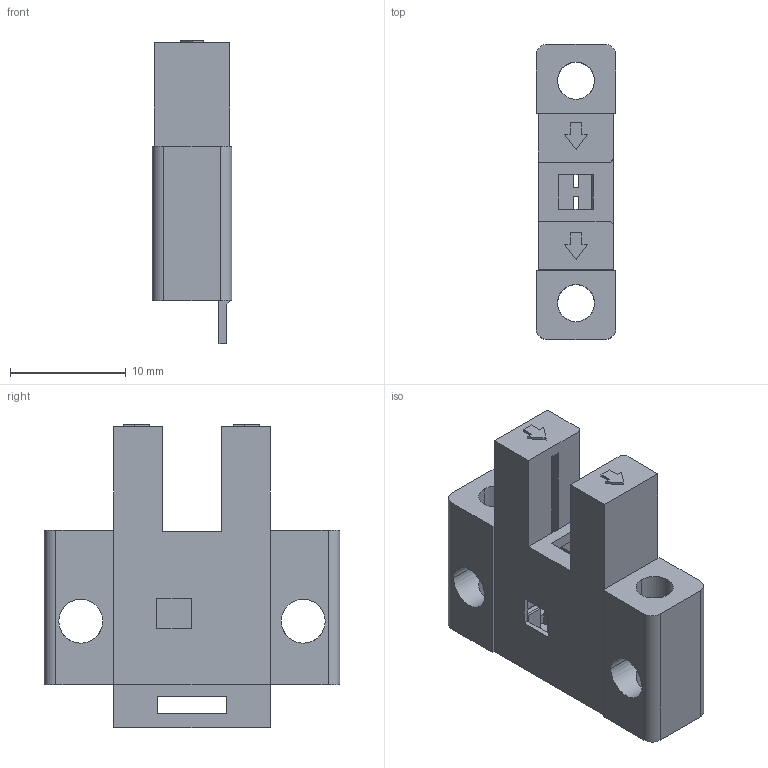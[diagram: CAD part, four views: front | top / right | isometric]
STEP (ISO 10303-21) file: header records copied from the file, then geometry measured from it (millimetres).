
FILE_DESCRIPTION((''),'2;1');
FILE_NAME('PRT0001','2020-07-19T',('admin'),(''),'PRO/ENGINEER BY PARAMETRIC TECHNOLOGY CORPORATION, 2008380','PRO/ENGINEER BY PARAMETRIC TECHNOLOGY CORPORATION, 2008380','');
FILE_SCHEMA(('CONFIG_CONTROL_DESIGN'));
Length unit declared in the file: millimetre
Products named in the file (1): PRT0001
Bounding box: 6.9 x 25.5 x 26.2 mm (x, y, z)
Volume: 1433.7 mm3; surface area: 3010.1 mm2
Topology: 1 solids, 2 shells, 170 faces, 505 edges, 330 vertices
Faces by surface type: plane 150, cylinder 20
Entity records: 5938 total; most frequent: CARTESIAN_POINT 1281, ORIENTED_EDGE 1010, DIRECTION 863, EDGE_CURVE 505, VECTOR 461, LINE 461, VERTEX_POINT 330, AXIS2_PLACEMENT_3D 201
